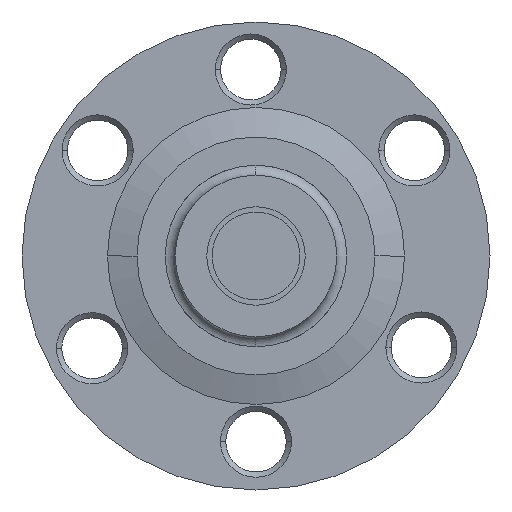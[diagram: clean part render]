
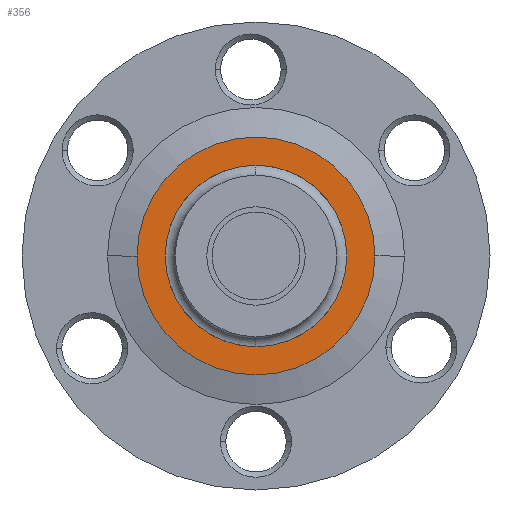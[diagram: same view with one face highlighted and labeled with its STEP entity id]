
A CAD part, front view. The second image highlights one B-rep face of the part: STEP entity #356.
In plain terms, the highlighted planar face has unit normal (0, -1, 0).
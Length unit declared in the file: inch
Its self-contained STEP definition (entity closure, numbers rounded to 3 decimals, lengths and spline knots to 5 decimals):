
#44 = CIRCLE ( 'NONE', #1265, 0.258 ) ;
#102 = CIRCLE ( 'NONE', #1348, 0.33794 ) ;
#232 = CIRCLE ( 'NONE', #1230, 0.258 ) ;
#279 = CIRCLE ( 'NONE', #1239, 0.33794 ) ;
#356 = ADVANCED_FACE ( 'NONE', ( #2521, #2710 ), #687, .T. ) ;
#517 = EDGE_CURVE ( 'NONE', #1991, #2912, #102, .T. ) ;
#684 = CARTESIAN_POINT ( 'NONE',  ( 0., -0.264, 0. ) ) ;
#687 = PLANE ( 'NONE',  #820 ) ;
#689 = DIRECTION ( 'NONE',  ( 0., -1., 0. ) ) ;
#690 = DIRECTION ( 'NONE',  ( 1., 0., 0. ) ) ;
#820 = AXIS2_PLACEMENT_3D ( 'NONE', #684, #689, #690 ) ;
#1075 = CARTESIAN_POINT ( 'NONE',  ( 0., -0.264, 0. ) ) ;
#1076 = DIRECTION ( 'NONE',  ( 0., 1., 0. ) ) ;
#1077 = DIRECTION ( 'NONE',  ( 1., 0., 0. ) ) ;
#1147 = CARTESIAN_POINT ( 'NONE',  ( 0.33794, -0.264, 0. ) ) ;
#1153 = CARTESIAN_POINT ( 'NONE',  ( -0.258, -0.264, 0. ) ) ;
#1230 = AXIS2_PLACEMENT_3D ( 'NONE', #3043, #3044, #3045 ) ;
#1239 = AXIS2_PLACEMENT_3D ( 'NONE', #1075, #1076, #1077 ) ;
#1265 = AXIS2_PLACEMENT_3D ( 'NONE', #2973, #2974, #2975 ) ;
#1348 = AXIS2_PLACEMENT_3D ( 'NONE', #1403, #1404, #1405 ) ;
#1403 = CARTESIAN_POINT ( 'NONE',  ( 0., -0.264, 0. ) ) ;
#1404 = DIRECTION ( 'NONE',  ( 0., 1., 0. ) ) ;
#1405 = DIRECTION ( 'NONE',  ( 1., 0., 0. ) ) ;
#1626 = EDGE_CURVE ( 'NONE', #1988, #2957, #44, .T. ) ;
#1654 = EDGE_CURVE ( 'NONE', #2957, #1988, #232, .T. ) ;
#1706 = EDGE_CURVE ( 'NONE', #2912, #1991, #279, .T. ) ;
#1782 = CARTESIAN_POINT ( 'NONE',  ( -0.33794, -0.264, 0. ) ) ;
#1784 = CARTESIAN_POINT ( 'NONE',  ( 0.258, -0.264, 0. ) ) ;
#1977 = ORIENTED_EDGE ( 'NONE', *, *, #1706, .F. ) ;
#1988 = VERTEX_POINT ( 'NONE', #1153 ) ;
#1991 = VERTEX_POINT ( 'NONE', #1147 ) ;
#2206 = ORIENTED_EDGE ( 'NONE', *, *, #1654, .F. ) ;
#2249 = ORIENTED_EDGE ( 'NONE', *, *, #517, .F. ) ;
#2267 = ORIENTED_EDGE ( 'NONE', *, *, #1626, .F. ) ;
#2417 = EDGE_LOOP ( 'NONE', ( #2267, #2206 ) ) ;
#2459 = EDGE_LOOP ( 'NONE', ( #1977, #2249 ) ) ;
#2521 = FACE_OUTER_BOUND ( 'NONE', #2459, .T. ) ;
#2710 = FACE_BOUND ( 'NONE', #2417, .T. ) ;
#2912 = VERTEX_POINT ( 'NONE', #1782 ) ;
#2957 = VERTEX_POINT ( 'NONE', #1784 ) ;
#2973 = CARTESIAN_POINT ( 'NONE',  ( 0., -0.264, 0. ) ) ;
#2974 = DIRECTION ( 'NONE',  ( 0., -1., 0. ) ) ;
#2975 = DIRECTION ( 'NONE',  ( 1., 0., 0. ) ) ;
#3043 = CARTESIAN_POINT ( 'NONE',  ( 0., -0.264, 0. ) ) ;
#3044 = DIRECTION ( 'NONE',  ( 0., -1., 0. ) ) ;
#3045 = DIRECTION ( 'NONE',  ( 1., 0., 0. ) ) ;
